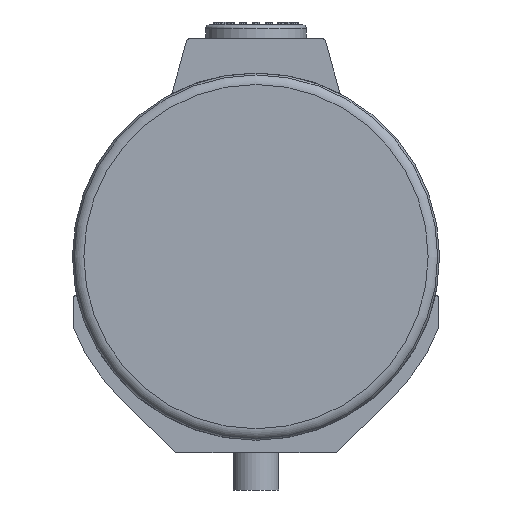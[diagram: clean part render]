
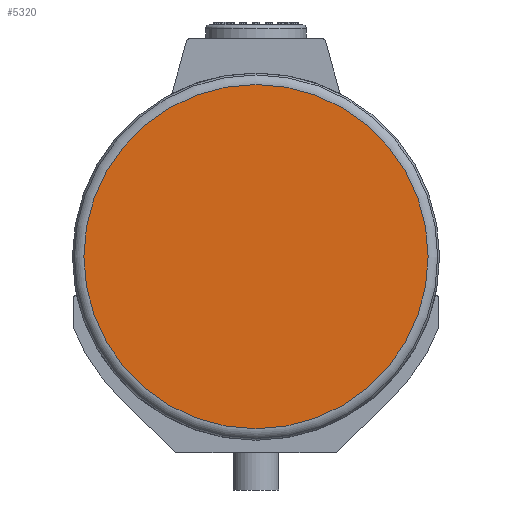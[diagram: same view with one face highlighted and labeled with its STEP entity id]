
A CAD part, front view. The second image highlights one B-rep face of the part: STEP entity #5320.
In plain terms, the highlighted planar face has unit normal (0, -1, 0).
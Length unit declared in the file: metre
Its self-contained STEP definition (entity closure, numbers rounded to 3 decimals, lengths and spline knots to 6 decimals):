
#71=CIRCLE('',#5679,1.143);
#341=ORIENTED_EDGE('',*,*,#1844,.T.);
#1844=EDGE_CURVE('',#2584,#2584,#71,.T.);
#2584=VERTEX_POINT('',#8202);
#4321=EDGE_LOOP('',(#341));
#4697=FACE_BOUND('',#4321,.T.);
#5054=PLANE('',#5678);
#5320=ADVANCED_FACE('',(#4697),#5054,.T.);
#5678=AXIS2_PLACEMENT_3D('',#8200,#6241,#6242);
#5679=AXIS2_PLACEMENT_3D('',#8201,#6243,#6244);
#6241=DIRECTION('',(0.,-1.,0.));
#6242=DIRECTION('',(1.,0.,0.));
#6243=DIRECTION('',(0.,-1.,0.));
#6244=DIRECTION('',(0.,0.,-1.));
#8200=CARTESIAN_POINT('',(0.,-6.096,0.));
#8201=CARTESIAN_POINT('',(0.,-6.096,0.));
#8202=CARTESIAN_POINT('',(0.,-6.096,-1.143));
